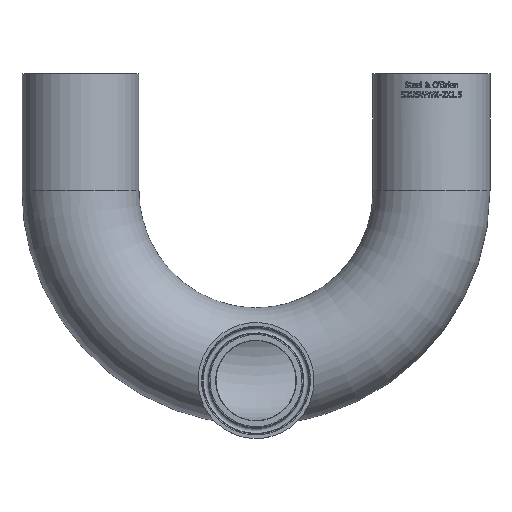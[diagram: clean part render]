
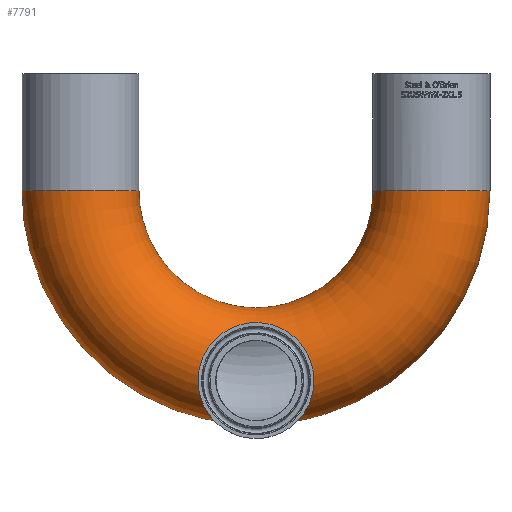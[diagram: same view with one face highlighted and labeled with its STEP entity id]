
A CAD part, top view. The second image highlights one B-rep face of the part: STEP entity #7791.
In plain terms, the highlighted toroidal (fillet/blend) face has major radius 76.2 mm and minor radius 25.4 mm.
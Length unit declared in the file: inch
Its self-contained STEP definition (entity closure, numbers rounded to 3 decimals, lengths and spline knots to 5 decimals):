
#23=TOROIDAL_SURFACE('',#8285,3.,1.);
#154=FACE_BOUND('',#1456,.T.);
#155=FACE_BOUND('',#1457,.T.);
#965=FACE_OUTER_BOUND('',#1455,.T.);
#1455=EDGE_LOOP('',(#7270));
#1456=EDGE_LOOP('',(#7271));
#1457=EDGE_LOOP('',(#7272));
#1621=CIRCLE('',#8240,1.);
#1639=CIRCLE('',#8281,1.);
#3043=B_SPLINE_CURVE_WITH_KNOTS('',3,(#17025,#17026,#17027,#17028,#17029,
#17030,#17031,#17032,#17033,#17034,#17035,#17036,#17037,#17038,#17039,#17040,
#17041,#17042,#17043,#17044,#17045,#17046,#17047,#17048,#17049,#17050,#17051,
#17052,#17053,#17054,#17055,#17056,#17057,#17058,#17059,#17060,#17061,#17062,
#17063,#17064,#17065,#17066,#17067,#17068,#17069,#17070,#17071,#17072,#17073,
#17074,#17075,#17076,#17077,#17078,#17079,#17080,#17081,#17082,#17083,#17084,
#17085,#17086,#17087,#17088,#17089,#17090,#17091,#17092,#17093,#17094,#17095,
#17096,#17097,#17098,#17099,#17100),.UNSPECIFIED.,.T.,.F.,(4,3,3,3,3,3,
3,3,3,3,3,3,3,3,3,3,3,3,3,3,3,3,3,3,3,4),(-13.71646,-13.71406,
-12.38356,-11.39758,-10.67081,-10.1019,
-9.62565,-9.26133,-8.83277,-8.3933,-7.98694,
-7.71919,-7.33982,-7.04899,-6.64605,
-6.33189,-5.88605,-5.25772,-4.77589,
-4.29897,-3.78611,-3.2678,-2.5322,-1.53705,
0.,0.00247),.UNSPECIFIED.);
#3798=VERTEX_POINT('',#17017);
#3799=VERTEX_POINT('',#17024);
#3818=VERTEX_POINT('',#17224);
#4949=EDGE_CURVE('',#3798,#3798,#1621,.T.);
#4950=EDGE_CURVE('',#3799,#3799,#3043,.T.);
#4969=EDGE_CURVE('',#3818,#3818,#1639,.T.);
#7270=ORIENTED_EDGE('',*,*,#4949,.F.);
#7271=ORIENTED_EDGE('',*,*,#4969,.F.);
#7272=ORIENTED_EDGE('',*,*,#4950,.T.);
#7791=ADVANCED_FACE('',(#965,#154,#155),#23,.T.);
#8240=AXIS2_PLACEMENT_3D('',#17018,#9684,#9685);
#8281=AXIS2_PLACEMENT_3D('',#17225,#9766,#9767);
#8285=AXIS2_PLACEMENT_3D('',#17230,#9774,#9775);
#9684=DIRECTION('center_axis',(0.,1.,0.));
#9685=DIRECTION('ref_axis',(-1.,0.,0.));
#9766=DIRECTION('center_axis',(0.,1.,0.));
#9767=DIRECTION('ref_axis',(1.,0.,0.));
#9774=DIRECTION('center_axis',(0.,0.,-1.));
#9775=DIRECTION('ref_axis',(-1.,0.,0.));
#17017=CARTESIAN_POINT('',(3.,0.,-1.));
#17018=CARTESIAN_POINT('Origin',(3.,0.,0.));
#17024=CARTESIAN_POINT('',(0.,-4.,0.));
#17025=CARTESIAN_POINT('Ctrl Pts',(0.,-4.,0.));
#17026=CARTESIAN_POINT('Ctrl Pts',(-0.00022,-4.,0.00023));
#17027=CARTESIAN_POINT('Ctrl Pts',(-0.00045,-4.,
0.00047));
#17028=CARTESIAN_POINT('Ctrl Pts',(-0.00067,-4.,
0.0007));
#17029=CARTESIAN_POINT('Ctrl Pts',(-0.12561,-3.99989,
0.13074));
#17030=CARTESIAN_POINT('Ctrl Pts',(-0.25079,-3.96867,
0.26098));
#17031=CARTESIAN_POINT('Ctrl Pts',(-0.36435,-3.90555,
0.38597));
#17032=CARTESIAN_POINT('Ctrl Pts',(-0.4485,-3.85878,
0.4786));
#17033=CARTESIAN_POINT('Ctrl Pts',(-0.52616,-3.79454,
0.5682));
#17034=CARTESIAN_POINT('Ctrl Pts',(-0.59045,-3.71246,
0.65095));
#17035=CARTESIAN_POINT('Ctrl Pts',(-0.63784,-3.65196,
0.71195));
#17036=CARTESIAN_POINT('Ctrl Pts',(-0.67781,-3.58179,
0.76909));
#17037=CARTESIAN_POINT('Ctrl Pts',(-0.70606,-3.50294,
0.81929));
#17038=CARTESIAN_POINT('Ctrl Pts',(-0.72817,-3.44121,
0.85858));
#17039=CARTESIAN_POINT('Ctrl Pts',(-0.743,-3.37437,
0.89345));
#17040=CARTESIAN_POINT('Ctrl Pts',(-0.74807,-3.30374,
0.92192));
#17041=CARTESIAN_POINT('Ctrl Pts',(-0.75232,-3.24462,
0.94576));
#17042=CARTESIAN_POINT('Ctrl Pts',(-0.74964,-3.18369,
0.96474));
#17043=CARTESIAN_POINT('Ctrl Pts',(-0.73907,-3.12244,
0.97798));
#17044=CARTESIAN_POINT('Ctrl Pts',(-0.73098,-3.07558,
0.98811));
#17045=CARTESIAN_POINT('Ctrl Pts',(-0.71822,-3.02861,
0.99481));
#17046=CARTESIAN_POINT('Ctrl Pts',(-0.70098,-2.98331,
0.99791));
#17047=CARTESIAN_POINT('Ctrl Pts',(-0.68071,-2.93002,
1.00157));
#17048=CARTESIAN_POINT('Ctrl Pts',(-0.65404,-2.87856,
1.00026));
#17049=CARTESIAN_POINT('Ctrl Pts',(-0.62228,-2.83135,
0.99488));
#17050=CARTESIAN_POINT('Ctrl Pts',(-0.58971,-2.78294,
0.98937));
#17051=CARTESIAN_POINT('Ctrl Pts',(-0.55135,-2.73841,
0.97951));
#17052=CARTESIAN_POINT('Ctrl Pts',(-0.50979,-2.6999,
0.96763));
#17053=CARTESIAN_POINT('Ctrl Pts',(-0.47137,-2.66429,
0.95664));
#17054=CARTESIAN_POINT('Ctrl Pts',(-0.43002,-2.63345,
0.94392));
#17055=CARTESIAN_POINT('Ctrl Pts',(-0.38677,-2.60742,
0.93138));
#17056=CARTESIAN_POINT('Ctrl Pts',(-0.35827,-2.59027,
0.92311));
#17057=CARTESIAN_POINT('Ctrl Pts',(-0.32878,-2.57506,
0.91486));
#17058=CARTESIAN_POINT('Ctrl Pts',(-0.29774,-2.56163,
0.907));
#17059=CARTESIAN_POINT('Ctrl Pts',(-0.25375,-2.5426,
0.89587));
#17060=CARTESIAN_POINT('Ctrl Pts',(-0.20706,-2.52741,
0.88567));
#17061=CARTESIAN_POINT('Ctrl Pts',(-0.15809,-2.51685,
0.87826));
#17062=CARTESIAN_POINT('Ctrl Pts',(-0.12056,-2.50876,
0.87258));
#17063=CARTESIAN_POINT('Ctrl Pts',(-0.08156,-2.50345,
0.8686));
#17064=CARTESIAN_POINT('Ctrl Pts',(-0.04305,-2.50124,
0.86695));
#17065=CARTESIAN_POINT('Ctrl Pts',(0.01032,-2.49817,
0.86466));
#17066=CARTESIAN_POINT('Ctrl Pts',(0.0636,-2.50077,
0.8667));
#17067=CARTESIAN_POINT('Ctrl Pts',(0.11675,-2.50914,
0.87276));
#17068=CARTESIAN_POINT('Ctrl Pts',(0.15818,-2.51567,0.87749));
#17069=CARTESIAN_POINT('Ctrl Pts',(0.19871,-2.52565,
0.88455));
#17070=CARTESIAN_POINT('Ctrl Pts',(0.23739,-2.53856,
0.89285));
#17071=CARTESIAN_POINT('Ctrl Pts',(0.2923,-2.55688,
0.90462));
#17072=CARTESIAN_POINT('Ctrl Pts',(0.34378,-2.58109,
0.91886));
#17073=CARTESIAN_POINT('Ctrl Pts',(0.39149,-2.61029,
0.93275));
#17074=CARTESIAN_POINT('Ctrl Pts',(0.45874,-2.65144,
0.95234));
#17075=CARTESIAN_POINT('Ctrl Pts',(0.51982,-2.7034,0.97159));
#17076=CARTESIAN_POINT('Ctrl Pts',(0.57194,-2.76483,
0.98428));
#17077=CARTESIAN_POINT('Ctrl Pts',(0.6119,-2.81194,
0.99401));
#17078=CARTESIAN_POINT('Ctrl Pts',(0.64609,-2.86403,
0.9998));
#17079=CARTESIAN_POINT('Ctrl Pts',(0.67358,-2.92017,
1.));
#17080=CARTESIAN_POINT('Ctrl Pts',(0.7008,-2.97575,
1.00018));
#17081=CARTESIAN_POINT('Ctrl Pts',(0.72087,-3.03424,
0.99485));
#17082=CARTESIAN_POINT('Ctrl Pts',(0.73354,-3.09372,
0.98376));
#17083=CARTESIAN_POINT('Ctrl Pts',(0.74717,-3.15769,
0.97183));
#17084=CARTESIAN_POINT('Ctrl Pts',(0.75203,-3.22147,
0.95355));
#17085=CARTESIAN_POINT('Ctrl Pts',(0.74925,-3.28355,
0.92985));
#17086=CARTESIAN_POINT('Ctrl Pts',(0.74644,-3.34629,
0.90589));
#17087=CARTESIAN_POINT('Ctrl Pts',(0.73583,-3.40654,
0.87666));
#17088=CARTESIAN_POINT('Ctrl Pts',(0.71916,-3.46287,0.84374));
#17089=CARTESIAN_POINT('Ctrl Pts',(0.6955,-3.5428,
0.79701));
#17090=CARTESIAN_POINT('Ctrl Pts',(0.65972,-3.61485,0.74289));
#17091=CARTESIAN_POINT('Ctrl Pts',(0.61614,-3.67763,
0.68463));
#17092=CARTESIAN_POINT('Ctrl Pts',(0.5572,-3.76256,
0.60583));
#17093=CARTESIAN_POINT('Ctrl Pts',(0.48426,-3.83053,0.51968));
#17094=CARTESIAN_POINT('Ctrl Pts',(0.40423,-3.88174,
0.4302));
#17095=CARTESIAN_POINT('Ctrl Pts',(0.28062,-3.96083,0.29199));
#17096=CARTESIAN_POINT('Ctrl Pts',(0.14043,-3.99987,
0.14616));
#17097=CARTESIAN_POINT('Ctrl Pts',(0.00067,-4.,
0.0007));
#17098=CARTESIAN_POINT('Ctrl Pts',(0.00045,-4.,
0.00047));
#17099=CARTESIAN_POINT('Ctrl Pts',(0.00022,-4.,0.00023));
#17100=CARTESIAN_POINT('Ctrl Pts',(0.,-4.,0.));
#17224=CARTESIAN_POINT('',(-3.,0.,1.));
#17225=CARTESIAN_POINT('Origin',(-3.,0.,0.));
#17230=CARTESIAN_POINT('Origin',(0.,0.,0.));
